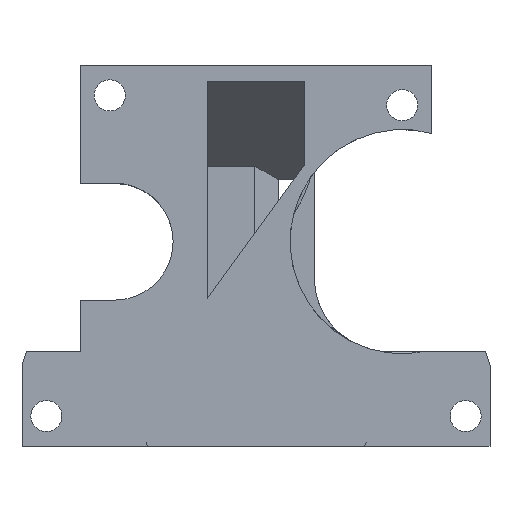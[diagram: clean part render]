
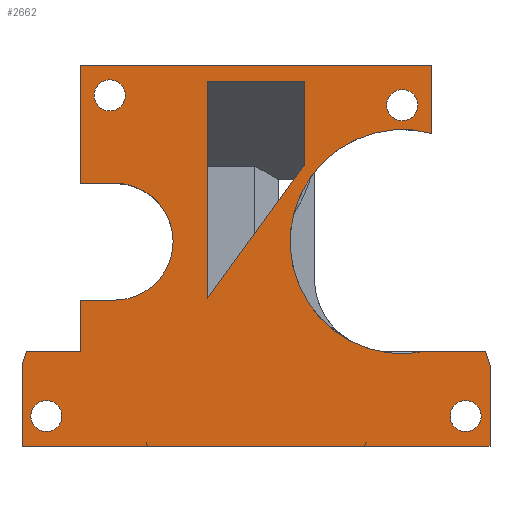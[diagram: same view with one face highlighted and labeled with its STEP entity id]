
A CAD part, top view. The second image highlights one B-rep face of the part: STEP entity #2662.
In plain terms, the highlighted planar face has unit normal (0, 0, 1).
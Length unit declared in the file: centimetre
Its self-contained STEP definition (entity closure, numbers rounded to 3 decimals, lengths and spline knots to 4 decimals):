
#40=FACE_BOUND('',#482,.T.);
#41=FACE_BOUND('',#483,.T.);
#42=FACE_BOUND('',#484,.T.);
#43=FACE_BOUND('',#485,.T.);
#44=FACE_BOUND('',#486,.T.);
#99=CIRCLE('',#2741,1.15);
#126=CIRCLE('',#2801,0.16);
#128=CIRCLE('',#2804,0.16);
#129=CIRCLE('',#2807,0.16);
#130=CIRCLE('',#2809,0.16);
#131=CIRCLE('',#2814,0.6);
#331=FACE_OUTER_BOUND('',#481,.T.);
#481=EDGE_LOOP('',(#2399,#2400,#2401,#2402,#2403,#2404,#2405,#2406,#2407,
#2408,#2409,#2410,#2411,#2412,#2413,#2414,#2415));
#482=EDGE_LOOP('',(#2416));
#483=EDGE_LOOP('',(#2417));
#484=EDGE_LOOP('',(#2418,#2419,#2420,#2421));
#485=EDGE_LOOP('',(#2422));
#486=EDGE_LOOP('',(#2423));
#609=LINE('',#4385,#866);
#611=LINE('',#4389,#868);
#617=LINE('',#4404,#874);
#652=LINE('',#4606,#909);
#699=LINE('',#6145,#956);
#702=LINE('',#6159,#959);
#705=LINE('',#6165,#962);
#707=LINE('',#6169,#964);
#710=LINE('',#6177,#967);
#712=LINE('',#6181,#969);
#714=LINE('',#6185,#971);
#716=LINE('',#6188,#973);
#719=LINE('',#6195,#976);
#721=LINE('',#6202,#978);
#725=LINE('',#6208,#982);
#728=LINE('',#6217,#985);
#746=LINE('',#6262,#1003);
#747=LINE('',#6264,#1004);
#748=LINE('',#6265,#1005);
#866=VECTOR('',#3091,1.);
#868=VECTOR('',#3095,1.);
#874=VECTOR('',#3107,1.);
#909=VECTOR('',#3178,100.);
#956=VECTOR('',#3337,1.);
#959=VECTOR('',#3350,100.);
#962=VECTOR('',#3355,100.);
#964=VECTOR('',#3359,1.);
#967=VECTOR('',#3368,1.);
#969=VECTOR('',#3372,1.);
#971=VECTOR('',#3376,1.);
#973=VECTOR('',#3380,1.);
#976=VECTOR('',#3387,100.);
#978=VECTOR('',#3393,100.);
#982=VECTOR('',#3401,100.);
#985=VECTOR('',#3412,100.);
#1003=VECTOR('',#3464,100.);
#1004=VECTOR('',#3467,100.);
#1005=VECTOR('',#3468,100.);
#1047=VERTEX_POINT('',#3575);
#1048=VERTEX_POINT('',#3577);
#1138=VERTEX_POINT('',#4382);
#1139=VERTEX_POINT('',#4384);
#1140=VERTEX_POINT('',#4388);
#1146=VERTEX_POINT('',#4402);
#1159=VERTEX_POINT('',#4554);
#1160=VERTEX_POINT('',#4556);
#1179=VERTEX_POINT('',#4605);
#1250=VERTEX_POINT('',#6137);
#1252=VERTEX_POINT('',#6142);
#1253=VERTEX_POINT('',#6147);
#1254=VERTEX_POINT('',#6150);
#1257=VERTEX_POINT('',#6156);
#1258=VERTEX_POINT('',#6158);
#1259=VERTEX_POINT('',#6162);
#1260=VERTEX_POINT('',#6164);
#1261=VERTEX_POINT('',#6168);
#1262=VERTEX_POINT('',#6172);
#1263=VERTEX_POINT('',#6176);
#1264=VERTEX_POINT('',#6180);
#1265=VERTEX_POINT('',#6184);
#1270=VERTEX_POINT('',#6201);
#1272=VERTEX_POINT('',#6216);
#1282=VERTEX_POINT('',#6260);
#1451=EDGE_CURVE('',#1138,#1139,#609,.F.);
#1453=EDGE_CURVE('',#1139,#1140,#611,.F.);
#1461=EDGE_CURVE('',#1138,#1146,#617,.T.);
#1481=EDGE_CURVE('',#1160,#1159,#99,.T.);
#1507=EDGE_CURVE('',#1160,#1179,#652,.T.);
#1605=EDGE_CURVE('',#1250,#1250,#126,.T.);
#1607=EDGE_CURVE('',#1252,#1252,#128,.T.);
#1608=EDGE_CURVE('',#1140,#1146,#699,.F.);
#1609=EDGE_CURVE('',#1253,#1253,#129,.T.);
#1610=EDGE_CURVE('',#1254,#1254,#130,.T.);
#1613=EDGE_CURVE('',#1257,#1258,#702,.T.);
#1616=EDGE_CURVE('',#1259,#1260,#705,.T.);
#1618=EDGE_CURVE('',#1261,#1260,#707,.T.);
#1620=EDGE_CURVE('',#1262,#1261,#131,.T.);
#1622=EDGE_CURVE('',#1263,#1262,#710,.T.);
#1624=EDGE_CURVE('',#1264,#1263,#712,.F.);
#1626=EDGE_CURVE('',#1265,#1264,#714,.T.);
#1628=EDGE_CURVE('',#1265,#1159,#716,.T.);
#1632=EDGE_CURVE('',#1258,#1259,#719,.T.);
#1635=EDGE_CURVE('',#1179,#1270,#721,.T.);
#1639=EDGE_CURVE('',#1048,#1047,#725,.T.);
#1642=EDGE_CURVE('',#1272,#1270,#728,.T.);
#1666=EDGE_CURVE('',#1257,#1282,#746,.T.);
#1667=EDGE_CURVE('',#1047,#1282,#747,.T.);
#1668=EDGE_CURVE('',#1272,#1048,#748,.T.);
#2399=ORIENTED_EDGE('',*,*,#1507,.F.);
#2400=ORIENTED_EDGE('',*,*,#1481,.T.);
#2401=ORIENTED_EDGE('',*,*,#1628,.F.);
#2402=ORIENTED_EDGE('',*,*,#1626,.T.);
#2403=ORIENTED_EDGE('',*,*,#1624,.T.);
#2404=ORIENTED_EDGE('',*,*,#1622,.T.);
#2405=ORIENTED_EDGE('',*,*,#1620,.T.);
#2406=ORIENTED_EDGE('',*,*,#1618,.T.);
#2407=ORIENTED_EDGE('',*,*,#1616,.F.);
#2408=ORIENTED_EDGE('',*,*,#1632,.F.);
#2409=ORIENTED_EDGE('',*,*,#1613,.F.);
#2410=ORIENTED_EDGE('',*,*,#1666,.T.);
#2411=ORIENTED_EDGE('',*,*,#1667,.F.);
#2412=ORIENTED_EDGE('',*,*,#1639,.F.);
#2413=ORIENTED_EDGE('',*,*,#1668,.F.);
#2414=ORIENTED_EDGE('',*,*,#1642,.T.);
#2415=ORIENTED_EDGE('',*,*,#1635,.F.);
#2416=ORIENTED_EDGE('',*,*,#1610,.T.);
#2417=ORIENTED_EDGE('',*,*,#1609,.T.);
#2418=ORIENTED_EDGE('',*,*,#1461,.T.);
#2419=ORIENTED_EDGE('',*,*,#1608,.F.);
#2420=ORIENTED_EDGE('',*,*,#1453,.F.);
#2421=ORIENTED_EDGE('',*,*,#1451,.F.);
#2422=ORIENTED_EDGE('',*,*,#1607,.F.);
#2423=ORIENTED_EDGE('',*,*,#1605,.F.);
#2531=PLANE('',#2846);
#2662=ADVANCED_FACE('',(#331,#40,#41,#42,#43,#44),#2531,.F.);
#2741=AXIS2_PLACEMENT_3D('',#4557,#3139,#3140);
#2801=AXIS2_PLACEMENT_3D('',#6138,#3327,#3328);
#2804=AXIS2_PLACEMENT_3D('',#6143,#3333,#3334);
#2807=AXIS2_PLACEMENT_3D('',#6148,#3340,#3341);
#2809=AXIS2_PLACEMENT_3D('',#6151,#3344,#3345);
#2814=AXIS2_PLACEMENT_3D('',#6173,#3363,#3364);
#2846=AXIS2_PLACEMENT_3D('',#6263,#3465,#3466);
#3091=DIRECTION('',(1.,0.,0.));
#3095=DIRECTION('',(0.,1.,0.));
#3107=DIRECTION('',(0.,-1.,0.));
#3139=DIRECTION('center_axis',(0.,0.,
-1.));
#3140=DIRECTION('ref_axis',(0.,1.,0.));
#3178=DIRECTION('',(1.,0.,0.));
#3327=DIRECTION('center_axis',(0.,0.,
1.));
#3328=DIRECTION('ref_axis',(1.,0.,0.));
#3333=DIRECTION('center_axis',(0.,0.,
1.));
#3334=DIRECTION('ref_axis',(1.,0.,0.));
#3337=DIRECTION('',(-0.586,-0.81,0.));
#3340=DIRECTION('center_axis',(0.,0.,
-1.));
#3341=DIRECTION('ref_axis',(1.,0.,0.));
#3344=DIRECTION('center_axis',(0.,0.,
-1.));
#3345=DIRECTION('ref_axis',(1.,0.,0.));
#3350=DIRECTION('',(0.298,0.955,0.));
#3355=DIRECTION('',(0.,1.,0.));
#3359=DIRECTION('',(-1.,0.,0.));
#3363=DIRECTION('center_axis',(0.,0.,
-1.));
#3364=DIRECTION('ref_axis',(-1.,0.,0.));
#3368=DIRECTION('',(1.,0.,0.));
#3372=DIRECTION('',(0.,1.,0.));
#3376=DIRECTION('',(-1.,0.,0.));
#3380=DIRECTION('',(0.,-1.,0.));
#3387=DIRECTION('',(1.,0.,0.));
#3393=DIRECTION('',(0.298,-0.955,0.));
#3401=DIRECTION('',(-1.,0.,0.));
#3412=DIRECTION('',(0.,1.,0.));
#3464=DIRECTION('',(0.,-1.,0.));
#3465=DIRECTION('center_axis',(0.,0.,
-1.));
#3466=DIRECTION('ref_axis',(0.,-1.,0.));
#3467=DIRECTION('',(-1.,0.,0.));
#3468=DIRECTION('',(-1.,0.,0.));
#3575=CARTESIAN_POINT('',(-2.3746,-2.1202,2.5089));
#3577=CARTESIAN_POINT('',(-0.1567,-2.1202,2.5089));
#4382=CARTESIAN_POINT('',(-0.7656,1.6239,2.5089));
#4384=CARTESIAN_POINT('',(-1.7656,1.6239,2.5089));
#4385=CARTESIAN_POINT('',(0.2344,1.6239,2.5089));
#4388=CARTESIAN_POINT('',(-1.7656,-0.6085,2.5089));
#4389=CARTESIAN_POINT('',(-1.7656,-0.0232,2.5089));
#4402=CARTESIAN_POINT('',(-0.7656,0.7739,2.5089));
#4404=CARTESIAN_POINT('',(-0.7656,-0.0232,2.5089));
#4554=CARTESIAN_POINT('',(0.5344,1.09,2.5089));
#4556=CARTESIAN_POINT('',(0.4787,-1.1439,2.5089));
#4557=CARTESIAN_POINT('Origin',(0.2344,-0.0202,2.5089));
#4605=CARTESIAN_POINT('',(1.0898,-1.1439,2.5089));
#4606=CARTESIAN_POINT('',(0.3982,-1.1439,2.5089));
#6137=CARTESIAN_POINT('',(0.7244,-1.8089,2.5089));
#6138=CARTESIAN_POINT('Origin',(0.8844,-1.8089,2.5089));
#6142=CARTESIAN_POINT('',(-3.5756,-1.8089,2.5089));
#6143=CARTESIAN_POINT('Origin',(-3.4156,-1.8089,2.5089));
#6145=CARTESIAN_POINT('',(-0.8607,0.6426,2.5089));
#6147=CARTESIAN_POINT('',(-2.9256,1.4798,2.5089));
#6148=CARTESIAN_POINT('Origin',(-2.7656,1.4798,2.5089));
#6150=CARTESIAN_POINT('',(0.0744,1.3798,2.5089));
#6151=CARTESIAN_POINT('Origin',(0.2344,1.3798,2.5089));
#6156=CARTESIAN_POINT('',(-3.6656,-1.2868,2.5089));
#6158=CARTESIAN_POINT('',(-3.6211,-1.1439,2.5089));
#6159=CARTESIAN_POINT('',(-3.6363,-1.1926,2.5089));
#6162=CARTESIAN_POINT('',(-3.0656,-1.1439,2.5089));
#6164=CARTESIAN_POINT('',(-3.0656,-0.6202,2.5089));
#6165=CARTESIAN_POINT('',(-3.0656,-1.5351,2.5089));
#6168=CARTESIAN_POINT('',(-2.7156,-0.6202,2.5089));
#6169=CARTESIAN_POINT('',(-0.9031,-0.6202,2.5089));
#6172=CARTESIAN_POINT('',(-2.7156,0.5798,2.5089));
#6173=CARTESIAN_POINT('Origin',(-2.7156,-0.0202,2.5089));
#6176=CARTESIAN_POINT('',(-3.0656,0.5798,2.5089));
#6177=CARTESIAN_POINT('',(-0.9031,0.5798,2.5089));
#6180=CARTESIAN_POINT('',(-3.0656,1.7911,2.5089));
#6181=CARTESIAN_POINT('',(-3.0656,0.4479,2.5089));
#6184=CARTESIAN_POINT('',(0.5344,1.7911,2.5089));
#6185=CARTESIAN_POINT('',(-0.0156,1.7911,2.5089));
#6188=CARTESIAN_POINT('',(0.5344,0.4479,2.5089));
#6195=CARTESIAN_POINT('',(-1.6795,-1.1439,2.5089));
#6201=CARTESIAN_POINT('',(1.1344,-1.2868,2.5089));
#6202=CARTESIAN_POINT('',(1.2157,-1.5477,2.5089));
#6208=CARTESIAN_POINT('',(-0.0156,-2.1202,2.5089));
#6216=CARTESIAN_POINT('',(1.1344,-2.1202,2.5089));
#6217=CARTESIAN_POINT('',(1.1344,-0.9421,2.5089));
#6260=CARTESIAN_POINT('',(-3.6656,-2.1202,2.5089));
#6262=CARTESIAN_POINT('',(-3.6656,-0.9421,2.5089));
#6263=CARTESIAN_POINT('Origin',(1.2344,-0.0202,2.5089));
#6264=CARTESIAN_POINT('',(-0.0156,-2.1202,2.5089));
#6265=CARTESIAN_POINT('',(-0.0156,-2.1202,2.5089));
